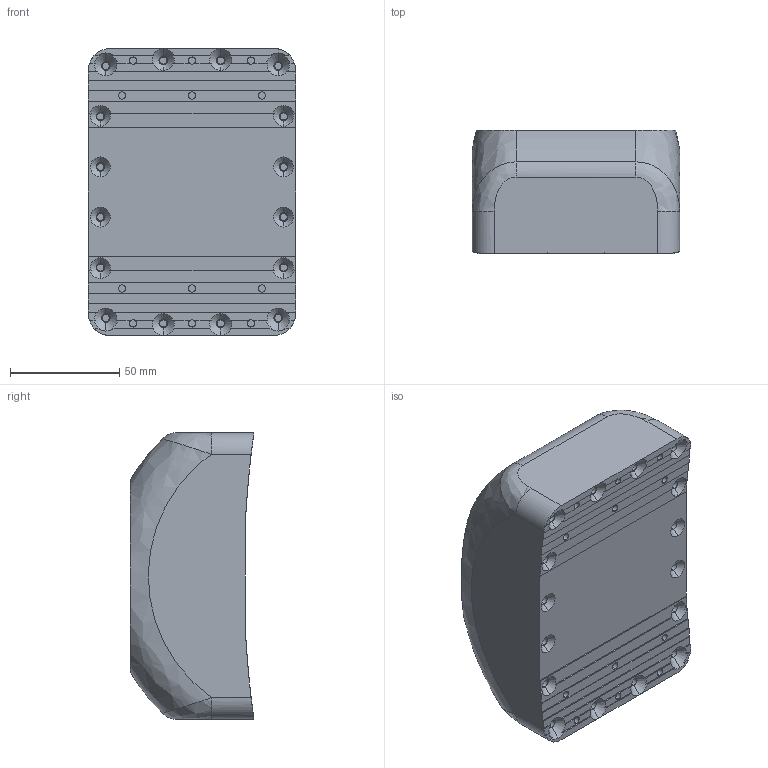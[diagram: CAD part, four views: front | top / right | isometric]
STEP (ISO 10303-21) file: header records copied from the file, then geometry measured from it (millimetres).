
FILE_DESCRIPTION (( 'STEP AP214' ), '1' );
FILE_NAME ('elephant collar payload.STEP', '2020-08-25T11:43:56', ( '' ), ( '' ), 'SwSTEP 2.0', 'SolidWorks 2016', '' );
FILE_SCHEMA (( 'AUTOMOTIVE_DESIGN' ));
Length unit declared in the file: millimetre
Products named in the file (1): elephant collar payload
Bounding box: 95 x 56.6 x 131.5 mm (x, y, z)
Volume: 616067.3 mm3; surface area: 49554.9 mm2
Topology: 1 solids, 1 shells, 262 faces, 654 edges, 420 vertices
Faces by surface type: plane 128, cylinder 96, cone 32, bspline 6
Entity records: 11608 total; most frequent: CARTESIAN_POINT 2329, DIRECTION 1384, ORIENTED_EDGE 1308, EDGE_CURVE 654, AXIS2_PLACEMENT_3D 541, VERTEX_POINT 420, LINE 302, VECTOR 302
